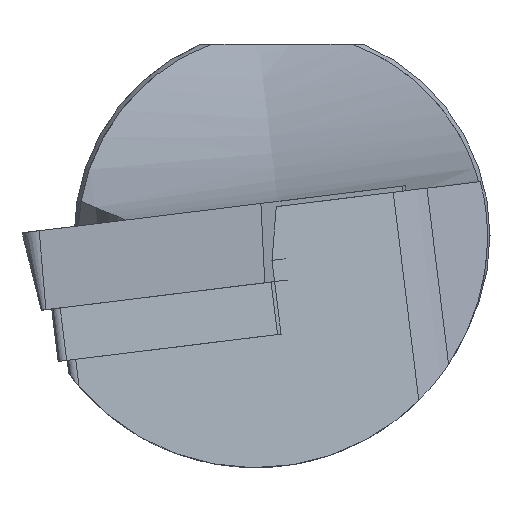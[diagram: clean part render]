
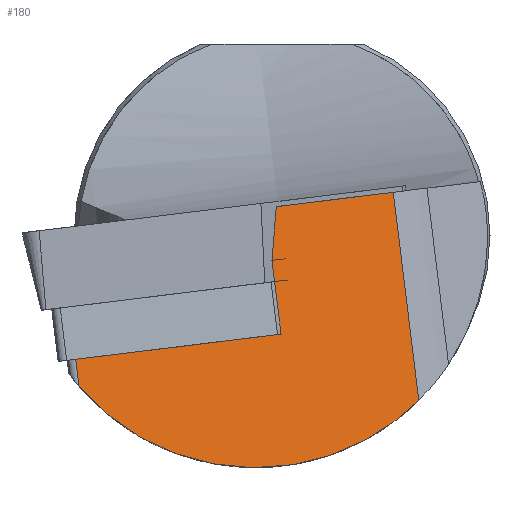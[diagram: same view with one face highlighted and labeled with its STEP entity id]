
A CAD part, left-side view. The second image highlights one B-rep face of the part: STEP entity #180.
In plain terms, the highlighted planar face has unit normal (-0.954, -0.296, 0.036).
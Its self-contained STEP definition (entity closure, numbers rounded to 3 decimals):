
#129=ELLIPSE('',#908,14.617,13.95);
#135=B_SPLINE_CURVE_WITH_KNOTS('',3,(#1165,#1166,#1167,#1168),
 .UNSPECIFIED.,.F.,.F.,(4,4),(0.,1.),.UNSPECIFIED.);
#154=B_SPLINE_CURVE_WITH_KNOTS('',3,(#1594,#1595,#1596,#1597),
 .UNSPECIFIED.,.F.,.F.,(4,4),(0.,1.),.UNSPECIFIED.);
#180=ADVANCED_FACE('',(#248),#215,.F.);
#215=PLANE('',#909);
#248=FACE_OUTER_BOUND('',#293,.T.);
#293=EDGE_LOOP('',(#423,#424,#425,#426,#427,#428,#429,#430,#431));
#423=ORIENTED_EDGE('',*,*,#701,.T.);
#424=ORIENTED_EDGE('',*,*,#702,.F.);
#425=ORIENTED_EDGE('',*,*,#703,.T.);
#426=ORIENTED_EDGE('',*,*,#704,.T.);
#427=ORIENTED_EDGE('',*,*,#693,.T.);
#428=ORIENTED_EDGE('',*,*,#656,.T.);
#429=ORIENTED_EDGE('',*,*,#705,.T.);
#430=ORIENTED_EDGE('',*,*,#652,.T.);
#431=ORIENTED_EDGE('',*,*,#706,.T.);
#575=VERTEX_POINT('',#1156);
#577=VERTEX_POINT('',#1159);
#579=VERTEX_POINT('',#1169);
#580=VERTEX_POINT('',#1170);
#607=VERTEX_POINT('',#1598);
#613=VERTEX_POINT('',#1903);
#614=VERTEX_POINT('',#1904);
#615=VERTEX_POINT('',#1906);
#616=VERTEX_POINT('',#1908);
#652=EDGE_CURVE('',#577,#575,#766,.T.);
#656=EDGE_CURVE('',#579,#580,#135,.T.);
#693=EDGE_CURVE('',#607,#579,#154,.T.);
#701=EDGE_CURVE('',#613,#614,#778,.T.);
#702=EDGE_CURVE('',#615,#614,#779,.T.);
#703=EDGE_CURVE('',#615,#616,#129,.T.);
#704=EDGE_CURVE('',#616,#607,#780,.T.);
#705=EDGE_CURVE('',#580,#577,#781,.T.);
#706=EDGE_CURVE('',#575,#613,#782,.T.);
#766=LINE('',#1158,#826);
#778=LINE('',#1902,#838);
#779=LINE('',#1905,#839);
#780=LINE('',#1909,#840);
#781=LINE('',#1910,#841);
#782=LINE('',#1911,#842);
#826=VECTOR('',#960,1.);
#838=VECTOR('',#1016,1.);
#839=VECTOR('',#1017,1.);
#840=VECTOR('',#1020,1.);
#841=VECTOR('',#1021,1.);
#842=VECTOR('',#1022,1.);
#908=AXIS2_PLACEMENT_3D('',#1907,#1018,#1019);
#909=AXIS2_PLACEMENT_3D('',#1912,#1023,#1024);
#960=DIRECTION('',(0.,-0.122,-0.993));
#1016=DIRECTION('',(-0.299,0.947,-0.116));
#1017=DIRECTION('',(0.,0.122,0.993));
#1018=DIRECTION('',(-0.954,-0.296,0.036));
#1019=DIRECTION('',(-0.299,0.947,-0.116));
#1020=DIRECTION('',(0.,0.122,0.993));
#1021=DIRECTION('',(-0.063,0.079,-0.995));
#1022=DIRECTION('',(0.,-0.122,-0.993));
#1023=DIRECTION('',(0.954,0.296,-0.036));
#1024=DIRECTION('',(0.297,-0.955,0.));
#1156=CARTESIAN_POINT('',(5.977,0.447,-2.763));
#1158=CARTESIAN_POINT('',(5.977,3.151,19.262));
#1159=CARTESIAN_POINT('',(5.977,0.603,-1.492));
#1165=CARTESIAN_POINT('',(6.404,-0.363,1.83));
#1166=CARTESIAN_POINT('',(6.329,-0.127,1.801));
#1167=CARTESIAN_POINT('',(6.255,0.109,1.772));
#1168=CARTESIAN_POINT('',(6.18,0.346,1.743));
#1169=CARTESIAN_POINT('',(6.404,-0.363,1.83));
#1170=CARTESIAN_POINT('',(6.18,0.346,1.743));
#1594=CARTESIAN_POINT('',(8.397,-6.686,2.606));
#1595=CARTESIAN_POINT('',(7.733,-4.578,2.347));
#1596=CARTESIAN_POINT('',(7.068,-2.471,2.088));
#1597=CARTESIAN_POINT('',(6.404,-0.363,1.83));
#1598=CARTESIAN_POINT('',(8.397,-6.686,2.606));
#1902=CARTESIAN_POINT('',(8.397,-7.617,-4.977));
#1903=CARTESIAN_POINT('',(5.977,0.059,-5.92));
#1904=CARTESIAN_POINT('',(2.086,12.4,-7.435));
#1905=CARTESIAN_POINT('',(2.086,47.034,274.643));
#1906=CARTESIAN_POINT('',(2.086,12.199,-9.07));
#1907=CARTESIAN_POINT('',(5.724,1.6,0.));
#1908=CARTESIAN_POINT('',(8.397,-8.222,-9.906));
#1909=CARTESIAN_POINT('',(8.397,27.018,277.1));
#1910=CARTESIAN_POINT('',(6.038,0.525,-0.52));
#1911=CARTESIAN_POINT('',(5.977,3.151,19.262));
#1912=CARTESIAN_POINT('',(8.397,27.018,277.1));
